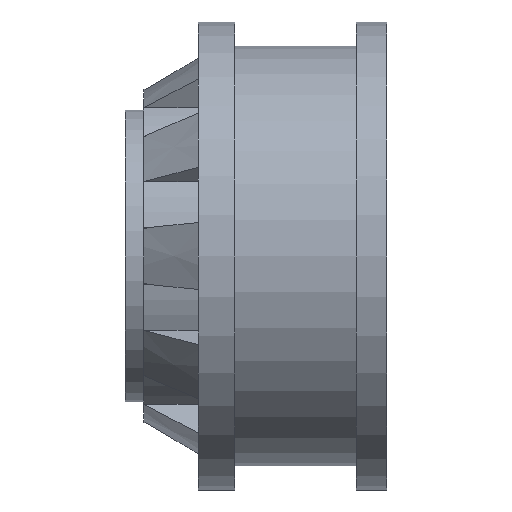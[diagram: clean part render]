
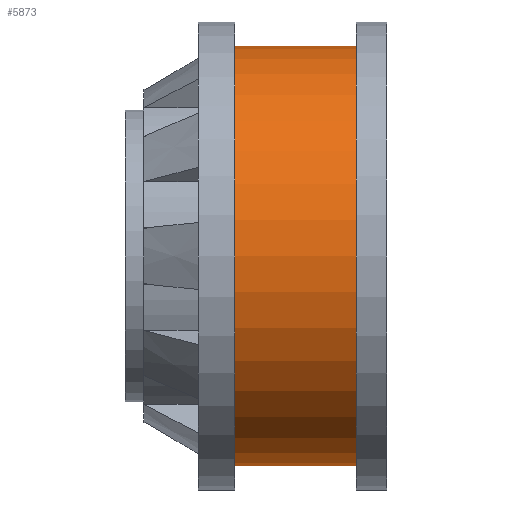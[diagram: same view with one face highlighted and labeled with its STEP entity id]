
A CAD part, front view. The second image highlights one B-rep face of the part: STEP entity #5873.
In plain terms, the highlighted cylindrical face has radius 3.45 mm (diameter 6.9 mm), a full revolution.
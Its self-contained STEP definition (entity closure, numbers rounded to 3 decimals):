
#4711 = PLANE('',#4712);
#4712 = AXIS2_PLACEMENT_3D('',#4713,#4714,#4715);
#4713 = CARTESIAN_POINT('',(1.65,0.,0.));
#4714 = DIRECTION('',(1.,0.,0.));
#4715 = DIRECTION('',(0.,1.,0.));
#5129 = PLANE('',#5130);
#5130 = AXIS2_PLACEMENT_3D('',#5131,#5132,#5133);
#5131 = CARTESIAN_POINT('',(-0.35,0.,0.));
#5132 = DIRECTION('',(1.,0.,0.));
#5133 = DIRECTION('',(0.,1.,0.));
#5170 = EDGE_CURVE('',#5171,#5171,#5173,.T.);
#5171 = VERTEX_POINT('',#5172);
#5172 = CARTESIAN_POINT('',(1.65,3.45,0.));
#5173 = SURFACE_CURVE('',#5174,(#5179,#5186),.PCURVE_S1.);
#5174 = CIRCLE('',#5175,3.45);
#5175 = AXIS2_PLACEMENT_3D('',#5176,#5177,#5178);
#5176 = CARTESIAN_POINT('',(1.65,0.,0.));
#5177 = DIRECTION('',(1.,-0.,0.));
#5178 = DIRECTION('',(0.,1.,0.));
#5179 = PCURVE('',#4711,#5180);
#5180 = DEFINITIONAL_REPRESENTATION('',(#5181),#5185);
#5181 = CIRCLE('',#5182,3.45);
#5182 = AXIS2_PLACEMENT_2D('',#5183,#5184);
#5183 = CARTESIAN_POINT('',(0.,0.));
#5184 = DIRECTION('',(1.,0.));
#5185 = ( GEOMETRIC_REPRESENTATION_CONTEXT(2) 
PARAMETRIC_REPRESENTATION_CONTEXT() REPRESENTATION_CONTEXT('2D SPACE',''
  ) );
#5186 = PCURVE('',#5187,#5192);
#5187 = CYLINDRICAL_SURFACE('',#5188,3.45);
#5188 = AXIS2_PLACEMENT_3D('',#5189,#5190,#5191);
#5189 = CARTESIAN_POINT('',(1.65,0.,0.));
#5190 = DIRECTION('',(-1.,-0.,0.));
#5191 = DIRECTION('',(0.,1.,0.));
#5192 = DEFINITIONAL_REPRESENTATION('',(#5193),#5197);
#5193 = LINE('',#5194,#5195);
#5194 = CARTESIAN_POINT('',(-0.,0.));
#5195 = VECTOR('',#5196,1.);
#5196 = DIRECTION('',(-1.,0.));
#5197 = ( GEOMETRIC_REPRESENTATION_CONTEXT(2) 
PARAMETRIC_REPRESENTATION_CONTEXT() REPRESENTATION_CONTEXT('2D SPACE',''
  ) );
#5847 = EDGE_CURVE('',#5848,#5848,#5850,.T.);
#5848 = VERTEX_POINT('',#5849);
#5849 = CARTESIAN_POINT('',(-0.35,3.45,0.));
#5850 = SURFACE_CURVE('',#5851,(#5856,#5863),.PCURVE_S1.);
#5851 = CIRCLE('',#5852,3.45);
#5852 = AXIS2_PLACEMENT_3D('',#5853,#5854,#5855);
#5853 = CARTESIAN_POINT('',(-0.35,0.,0.));
#5854 = DIRECTION('',(1.,-0.,0.));
#5855 = DIRECTION('',(0.,1.,0.));
#5856 = PCURVE('',#5129,#5857);
#5857 = DEFINITIONAL_REPRESENTATION('',(#5858),#5862);
#5858 = CIRCLE('',#5859,3.45);
#5859 = AXIS2_PLACEMENT_2D('',#5860,#5861);
#5860 = CARTESIAN_POINT('',(0.,0.));
#5861 = DIRECTION('',(1.,0.));
#5862 = ( GEOMETRIC_REPRESENTATION_CONTEXT(2) 
PARAMETRIC_REPRESENTATION_CONTEXT() REPRESENTATION_CONTEXT('2D SPACE',''
  ) );
#5863 = PCURVE('',#5187,#5864);
#5864 = DEFINITIONAL_REPRESENTATION('',(#5865),#5869);
#5865 = LINE('',#5866,#5867);
#5866 = CARTESIAN_POINT('',(-0.,2.));
#5867 = VECTOR('',#5868,1.);
#5868 = DIRECTION('',(-1.,0.));
#5869 = ( GEOMETRIC_REPRESENTATION_CONTEXT(2) 
PARAMETRIC_REPRESENTATION_CONTEXT() REPRESENTATION_CONTEXT('2D SPACE',''
  ) );
#5873 = ADVANCED_FACE('',(#5874),#5187,.T.);
#5874 = FACE_BOUND('',#5875,.F.);
#5875 = EDGE_LOOP('',(#5876,#5877,#5898,#5899));
#5876 = ORIENTED_EDGE('',*,*,#5170,.T.);
#5877 = ORIENTED_EDGE('',*,*,#5878,.T.);
#5878 = EDGE_CURVE('',#5171,#5848,#5879,.T.);
#5879 = SEAM_CURVE('',#5880,(#5884,#5891),.PCURVE_S1.);
#5880 = LINE('',#5881,#5882);
#5881 = CARTESIAN_POINT('',(1.65,3.45,0.));
#5882 = VECTOR('',#5883,1.);
#5883 = DIRECTION('',(-1.,0.,0.));
#5884 = PCURVE('',#5187,#5885);
#5885 = DEFINITIONAL_REPRESENTATION('',(#5886),#5890);
#5886 = LINE('',#5887,#5888);
#5887 = CARTESIAN_POINT('',(-0.,0.));
#5888 = VECTOR('',#5889,1.);
#5889 = DIRECTION('',(-0.,1.));
#5890 = ( GEOMETRIC_REPRESENTATION_CONTEXT(2) 
PARAMETRIC_REPRESENTATION_CONTEXT() REPRESENTATION_CONTEXT('2D SPACE',''
  ) );
#5891 = PCURVE('',#5187,#5892);
#5892 = DEFINITIONAL_REPRESENTATION('',(#5893),#5897);
#5893 = LINE('',#5894,#5895);
#5894 = CARTESIAN_POINT('',(-6.283,0.));
#5895 = VECTOR('',#5896,1.);
#5896 = DIRECTION('',(-0.,1.));
#5897 = ( GEOMETRIC_REPRESENTATION_CONTEXT(2) 
PARAMETRIC_REPRESENTATION_CONTEXT() REPRESENTATION_CONTEXT('2D SPACE',''
  ) );
#5898 = ORIENTED_EDGE('',*,*,#5847,.F.);
#5899 = ORIENTED_EDGE('',*,*,#5878,.F.);
